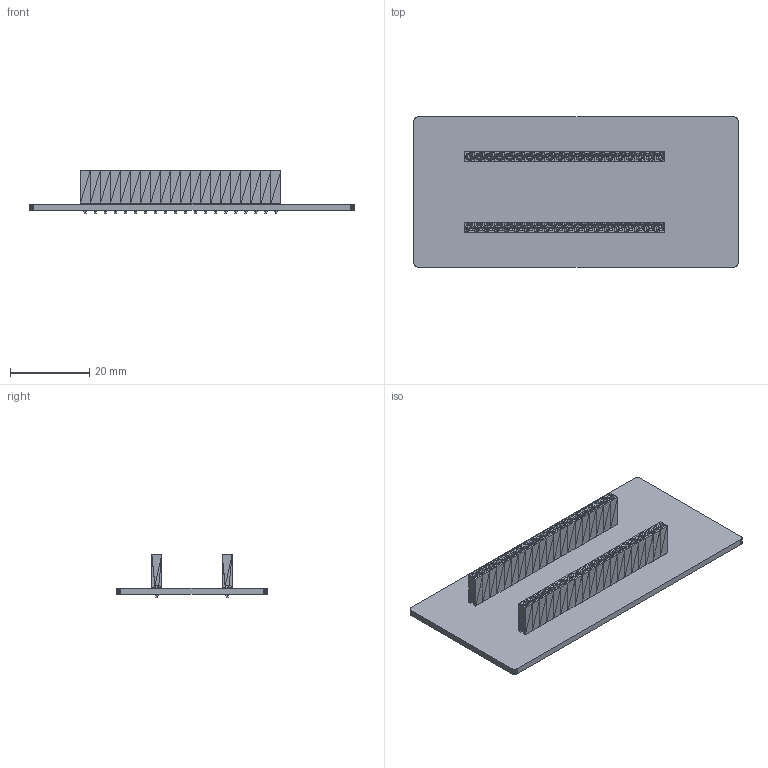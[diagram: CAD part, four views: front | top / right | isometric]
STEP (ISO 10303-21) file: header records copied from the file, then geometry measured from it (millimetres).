
FILE_DESCRIPTION(('for SolidWorks'),'2;1');
FILE_NAME( '__wctmp.step', '2024-05-28T18:14:29',('侳膱蠉'),(''), 'Open CASCADE STEP processor 6.6','DipTrace','Unknown');
FILE_SCHEMA(('AUTOMOTIVE_DESIGN { 1 0 10303 214 1 1 1 1 }'));
Length unit declared in the file: millimetre
Products named in the file (3): PCB___wctmp; Board___wctmp; PBS_20
Assembly tree (3 placements, depth 2):
  PCB___wctmp
    Board___wctmp
    PBS_20  x2
Bounding box: 82 x 38 x 11.1 mm (x, y, z)
Volume: 4911.3 mm3; surface area: 11542.1 mm2
Topology: 1 solids, 41 shells, 3430 faces, 5244 edges, 1896 vertices
Faces by surface type: plane 3390, cylinder 40
Full cylindrical faces by diameter (mm): 0.9 x40
Entity records: 47354 total; most frequent: DIRECTION 6312, CARTESIAN_POINT 5494, ORIENTED_EDGE 5448, EDGE_CURVE 2724, LINE 2644, VECTOR 2644, AXIS2_PLACEMENT_3D 1834, FACE_BOUND 1830
